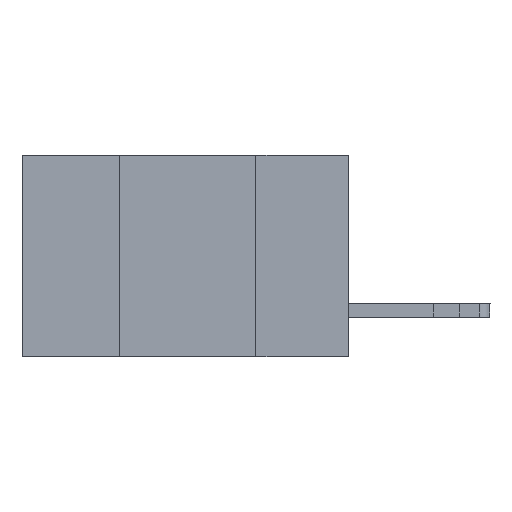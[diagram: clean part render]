
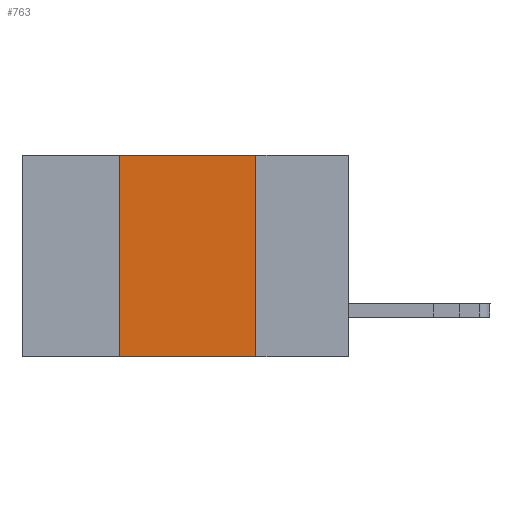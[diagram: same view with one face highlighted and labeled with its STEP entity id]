
A CAD part, left-side view. The second image highlights one B-rep face of the part: STEP entity #763.
In plain terms, the highlighted planar face has unit normal (-1, 0, 0).
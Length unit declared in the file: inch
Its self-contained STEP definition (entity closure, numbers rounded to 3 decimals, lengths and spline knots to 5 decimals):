
#135 = DIRECTION ( 'NONE',  ( 0., 0., 1. ) ) ;
#417 = VERTEX_POINT ( 'NONE', #7827 ) ;
#471 = LINE ( 'NONE', #9084, #7633 ) ;
#610 = AXIS2_PLACEMENT_3D ( 'NONE', #5500, #10830, #4168 ) ;
#650 = EDGE_CURVE ( 'NONE', #8049, #4928, #471, .T. ) ;
#697 = EDGE_CURVE ( 'NONE', #417, #8049, #4592, .T. ) ;
#758 = EDGE_CURVE ( 'NONE', #997, #417, #5627, .T. ) ;
#763 = ADVANCED_FACE ( 'NONE', ( #2770 ), #3459, .F. ) ;
#985 = EDGE_CURVE ( 'NONE', #997, #4928, #4018, .T. ) ;
#997 = VERTEX_POINT ( 'NONE', #1653 ) ;
#1360 = DIRECTION ( 'NONE',  ( 0., 0., -1. ) ) ;
#1653 = CARTESIAN_POINT ( 'NONE',  ( 0., 0.42, -0.37 ) ) ;
#1809 = DIRECTION ( 'NONE',  ( 0., -1., 0. ) ) ;
#1966 = VECTOR ( 'NONE', #1809, 39.37008 ) ;
#2359 = CARTESIAN_POINT ( 'NONE',  ( 0., 0.6, 0. ) ) ;
#2770 = FACE_OUTER_BOUND ( 'NONE', #8312, .T. ) ;
#3459 = PLANE ( 'NONE',  #610 ) ;
#3907 = ORIENTED_EDGE ( 'NONE', *, *, #697, .F. ) ;
#4018 = LINE ( 'NONE', #7258, #8793 ) ;
#4168 = DIRECTION ( 'NONE',  ( 0., 0., -1. ) ) ;
#4592 = LINE ( 'NONE', #2359, #1966 ) ;
#4928 = VERTEX_POINT ( 'NONE', #9707 ) ;
#5500 = CARTESIAN_POINT ( 'NONE',  ( 0., 0.6, 0. ) ) ;
#5627 = LINE ( 'NONE', #8145, #9916 ) ;
#5654 = ORIENTED_EDGE ( 'NONE', *, *, #985, .T. ) ;
#6801 = DIRECTION ( 'NONE',  ( 0., -1., 0. ) ) ;
#7258 = CARTESIAN_POINT ( 'NONE',  ( 0., 0.6, -0.37 ) ) ;
#7633 = VECTOR ( 'NONE', #1360, 39.37008 ) ;
#7827 = CARTESIAN_POINT ( 'NONE',  ( 0., 0.42, 0. ) ) ;
#7873 = ORIENTED_EDGE ( 'NONE', *, *, #758, .F. ) ;
#8049 = VERTEX_POINT ( 'NONE', #11220 ) ;
#8145 = CARTESIAN_POINT ( 'NONE',  ( 0., 0.42, -0.37 ) ) ;
#8312 = EDGE_LOOP ( 'NONE', ( #10185, #3907, #7873, #5654 ) ) ;
#8793 = VECTOR ( 'NONE', #6801, 39.37008 ) ;
#9084 = CARTESIAN_POINT ( 'NONE',  ( 0., 0.17, -0.37 ) ) ;
#9707 = CARTESIAN_POINT ( 'NONE',  ( 0., 0.17, -0.37 ) ) ;
#9916 = VECTOR ( 'NONE', #135, 39.37008 ) ;
#10185 = ORIENTED_EDGE ( 'NONE', *, *, #650, .F. ) ;
#10830 = DIRECTION ( 'NONE',  ( 1., 0., 0. ) ) ;
#11220 = CARTESIAN_POINT ( 'NONE',  ( 0., 0.17, 0. ) ) ;
